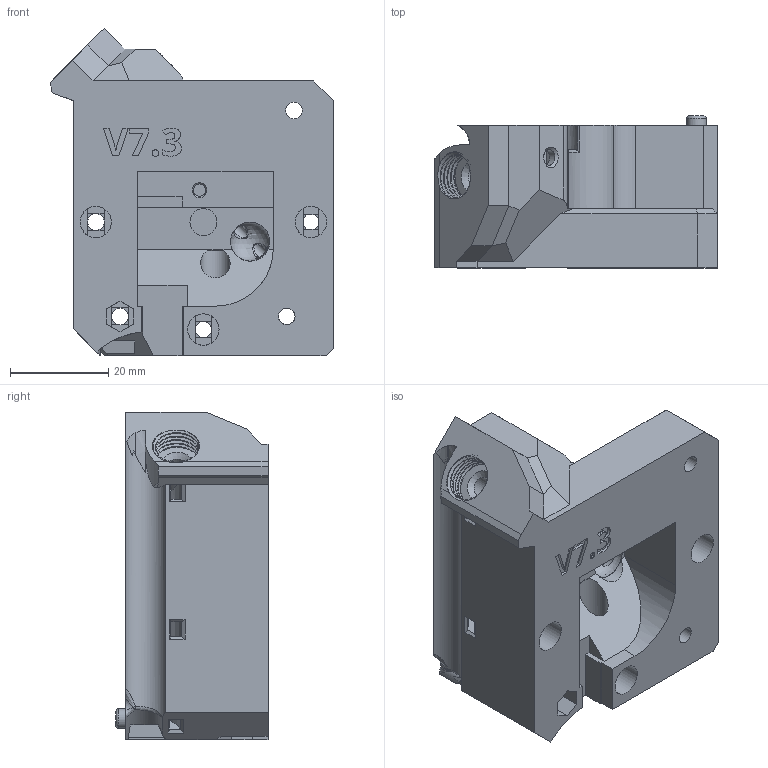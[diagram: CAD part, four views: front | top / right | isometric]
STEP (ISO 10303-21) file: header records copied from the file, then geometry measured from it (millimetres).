
FILE_DESCRIPTION(/* description */ ('STEP AP242','CAx-IF Rec.Pracs.---Representation and Presentation of Product Manufacturing Information (PMI)---4.0---2014-10-13','CAx-IF Rec.Pracs.---3D Tessellated Geometry---0.4---2014-09-14','2;1'),/* implementation_level */ '2;1');
FILE_NAME(/* name */ '61e194270802a603c997f164',/* time_stamp */ '2022-01-14T15:18:01+00:00',/* author */ (''),/* organization */ (''),/* preprocessor_version */ 'ST-DEVELOPER v18.101',/* originating_system */ ' ',/* authorisation */ ' ');
FILE_SCHEMA (('AP242_MANAGED_MODEL_BASED_3D_ENGINEERING_MIM_LF { 1 0 10303 442 1 1 4 }'));
Length unit declared in the file: metre
Products named in the file (1): extrusor_mini_3dvfos_Body_M6 v1
Bounding box: 57.64 x 31 x 66.74 mm (x, y, z)
Volume: 60900.1 mm3; surface area: 18789 mm2
Topology: 1 solids, 12 shells, 452 faces, 1211 edges, 791 vertices
Faces by surface type: plane 264, cylinder 80, bspline 74, torus 16, cone 14, sphere 4
Full cylindrical faces by diameter (mm): 2.2 x2, 2.5 x2, 3 x1, 3.05 x1, 3.2 x2, 3.4 x7, 4 x1, 4.2 x2, 5.5 x1, 6.006 x1, 6.4 x4, 12 x1
Entity records: 17169 total; most frequent: CARTESIAN_POINT 6681, ORIENTED_EDGE 2304, DIRECTION 1853, EDGE_CURVE 1152, VERTEX_POINT 775, LINE 631, VECTOR 631, AXIS2_PLACEMENT_3D 611
